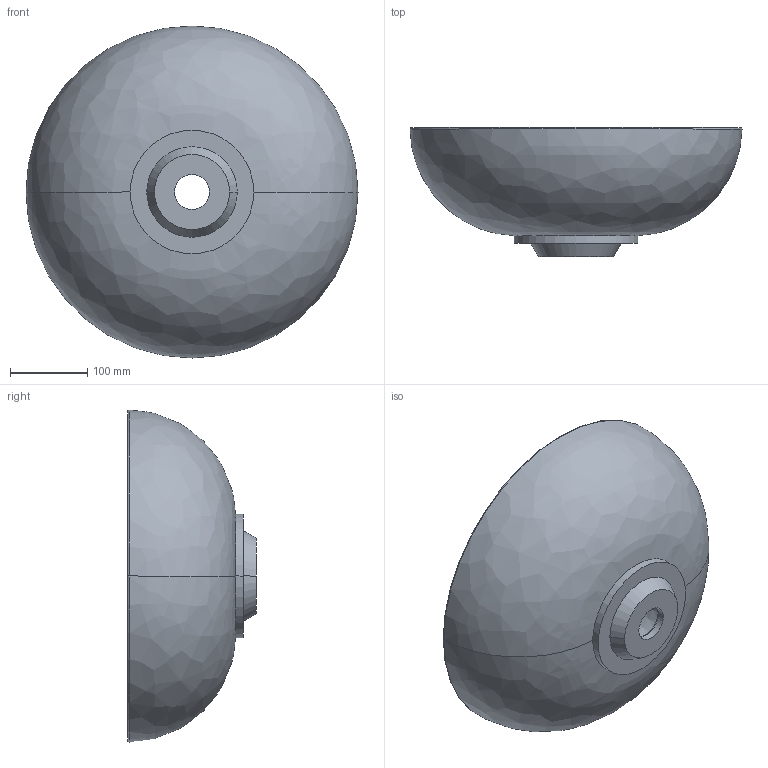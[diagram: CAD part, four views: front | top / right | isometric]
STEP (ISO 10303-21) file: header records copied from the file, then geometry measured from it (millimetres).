
FILE_DESCRIPTION((''),'2;1');
FILE_NAME('VILLA_430_V4','2019-04-18T15:27:38',('IPelchen'),(''),'CREO PARAMETRIC BY PTC INC, 2018190','CREO PARAMETRIC BY PTC INC, 2018190','');
FILE_SCHEMA(('CONFIG_CONTROL_DESIGN'));
Length unit declared in the file: millimetre
Products named in the file (1): VILLA_430_V4
Bounding box: 429.97 x 167 x 429.97 mm (x, y, z)
Volume: 5124653.7 mm3; surface area: 478842.5 mm2
Topology: 1 solids, 1 shells, 29 faces, 58 edges, 32 vertices
Faces by surface type: torus 10, cone 8, bspline 4, cylinder 4, plane 3
Entity records: 892 total; most frequent: CARTESIAN_POINT 227, DIRECTION 154, ORIENTED_EDGE 116, AXIS2_PLACEMENT_3D 71, EDGE_CURVE 58, CIRCLE 46, VERTEX_POINT 32, EDGE_LOOP 32
